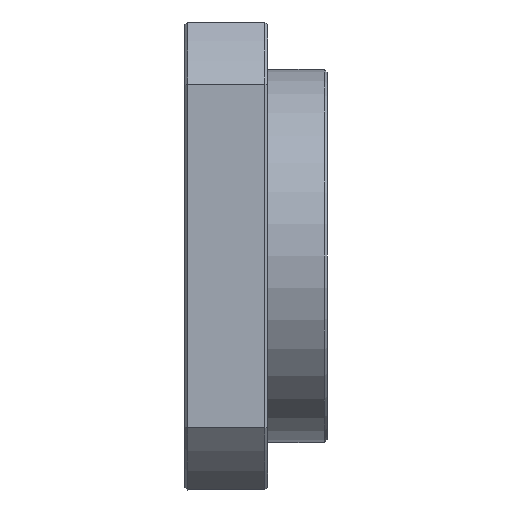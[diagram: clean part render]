
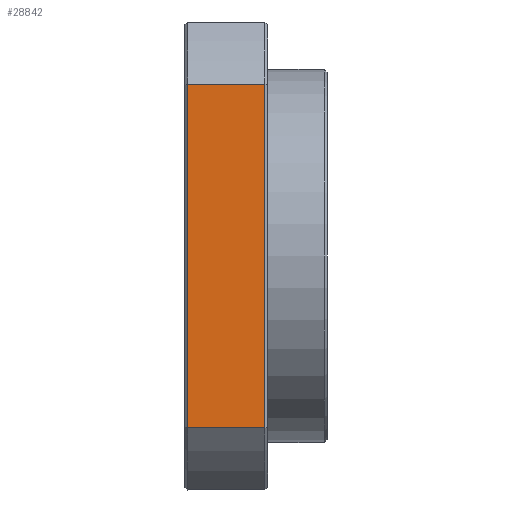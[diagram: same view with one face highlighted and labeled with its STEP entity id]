
A CAD part, front view. The second image highlights one B-rep face of the part: STEP entity #28842.
In plain terms, the highlighted planar face has unit normal (0, -1, 0).
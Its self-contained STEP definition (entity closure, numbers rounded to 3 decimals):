
#1999 = DIRECTION ( 'NONE',  ( 0., 0., -1. ) ) ;
#2155 = CARTESIAN_POINT ( 'NONE',  ( -44.582, -30.99, 0. ) ) ;
#3093 = DIRECTION ( 'NONE',  ( -1., 0., 0. ) ) ;
#4445 = ORIENTED_EDGE ( 'NONE', *, *, #20853, .T. ) ;
#5517 = AXIS2_PLACEMENT_3D ( 'NONE', #11712, #31289, #1999 ) ;
#6685 = VERTEX_POINT ( 'NONE', #26470 ) ;
#6881 = DIRECTION ( 'NONE',  ( 0., 0., -1. ) ) ;
#7148 = DIRECTION ( 'NONE',  ( 1., 0., 0. ) ) ;
#9467 = FACE_OUTER_BOUND ( 'NONE', #26474, .T. ) ;
#10300 = ORIENTED_EDGE ( 'NONE', *, *, #10408, .T. ) ;
#10356 = EDGE_CURVE ( 'NONE', #28342, #18317, #23497, .T. ) ;
#10408 = EDGE_CURVE ( 'NONE', #29490, #18317, #24625, .T. ) ;
#11166 = VECTOR ( 'NONE', #7148, 1000. ) ;
#11712 = CARTESIAN_POINT ( 'NONE',  ( -44.582, -30.99, 28.996 ) ) ;
#12866 = EDGE_CURVE ( 'NONE', #29490, #6685, #31473, .T. ) ;
#15441 = CARTESIAN_POINT ( 'NONE',  ( -44.582, -30.99, 28.996 ) ) ;
#18317 = VERTEX_POINT ( 'NONE', #15441 ) ;
#18651 = CARTESIAN_POINT ( 'NONE',  ( -44.582, -30.99, -28.996 ) ) ;
#19306 = CARTESIAN_POINT ( 'NONE',  ( -38.082, -30.99, -28.996 ) ) ;
#19376 = CARTESIAN_POINT ( 'NONE',  ( -31.582, -30.99, 0. ) ) ;
#19963 = VECTOR ( 'NONE', #6881, 1000. ) ;
#20792 = VECTOR ( 'NONE', #3093, 1000. ) ;
#20853 = EDGE_CURVE ( 'NONE', #28342, #6685, #31534, .T. ) ;
#21873 = DIRECTION ( 'NONE',  ( 0., 0., 1. ) ) ;
#23497 = LINE ( 'NONE', #2155, #25030 ) ;
#24625 = LINE ( 'NONE', #25295, #20792 ) ;
#25030 = VECTOR ( 'NONE', #21873, 1000. ) ;
#25091 = CARTESIAN_POINT ( 'NONE',  ( -31.582, -30.99, 28.996 ) ) ;
#25295 = CARTESIAN_POINT ( 'NONE',  ( -38.082, -30.99, 28.996 ) ) ;
#25408 = ORIENTED_EDGE ( 'NONE', *, *, #12866, .F. ) ;
#26470 = CARTESIAN_POINT ( 'NONE',  ( -31.582, -30.99, -28.996 ) ) ;
#26474 = EDGE_LOOP ( 'NONE', ( #10300, #28001, #4445, #25408 ) ) ;
#28001 = ORIENTED_EDGE ( 'NONE', *, *, #10356, .F. ) ;
#28342 = VERTEX_POINT ( 'NONE', #18651 ) ;
#28842 = ADVANCED_FACE ( 'NONE', ( #9467 ), #31069, .T. ) ;
#29490 = VERTEX_POINT ( 'NONE', #25091 ) ;
#31069 = PLANE ( 'NONE',  #5517 ) ;
#31289 = DIRECTION ( 'NONE',  ( 0., -1., 0. ) ) ;
#31473 = LINE ( 'NONE', #19376, #19963 ) ;
#31534 = LINE ( 'NONE', #19306, #11166 ) ;
